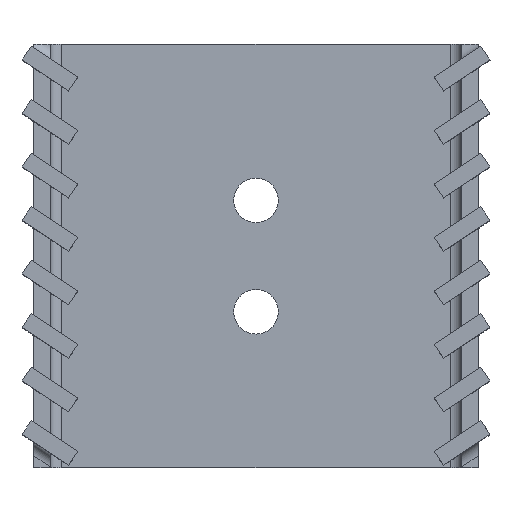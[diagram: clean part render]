
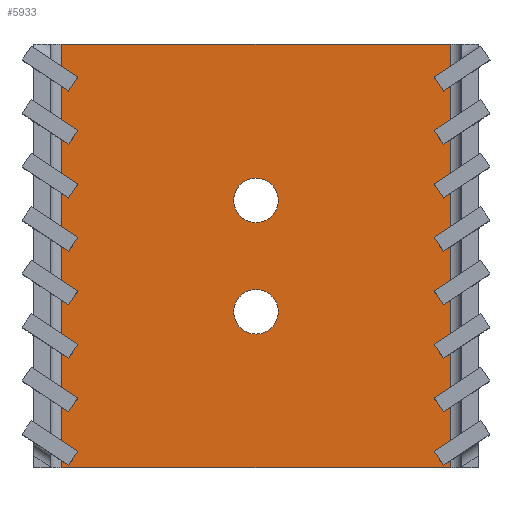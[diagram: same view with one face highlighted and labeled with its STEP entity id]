
A CAD part, top view. The second image highlights one B-rep face of the part: STEP entity #5933.
In plain terms, the highlighted planar face has unit normal (0, 0, 1).
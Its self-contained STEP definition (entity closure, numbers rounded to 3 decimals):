
#19 = LINE ( 'NONE', #5674, #3655 ) ;
#23 = EDGE_LOOP ( 'NONE', ( #6029, #1860, #3119, #1104 ) ) ;
#61 = VECTOR ( 'NONE', #5401, 1000. ) ;
#206 = EDGE_CURVE ( 'NONE', #3713, #659, #2250, .T. ) ;
#298 = EDGE_CURVE ( 'NONE', #3799, #2791, #2923, .T. ) ;
#438 = AXIS2_PLACEMENT_3D ( 'NONE', #5127, #5609, #2799 ) ;
#620 = CARTESIAN_POINT ( 'NONE',  ( 17.451, 19., 1.5 ) ) ;
#659 = VERTEX_POINT ( 'NONE', #620 ) ;
#672 = DIRECTION ( 'NONE',  ( 0., 0., -1. ) ) ;
#699 = CIRCLE ( 'NONE', #2378, 2. ) ;
#872 = DIRECTION ( 'NONE',  ( 0., 1., 0. ) ) ;
#964 = EDGE_CURVE ( 'NONE', #3482, #5437, #1432, .T. ) ;
#1047 = VECTOR ( 'NONE', #1475, 1000. ) ;
#1104 = ORIENTED_EDGE ( 'NONE', *, *, #206, .T. ) ;
#1111 = EDGE_CURVE ( 'NONE', #5437, #3482, #699, .T. ) ;
#1153 = CARTESIAN_POINT ( 'NONE',  ( -17.451, -19., 1.5 ) ) ;
#1248 = ORIENTED_EDGE ( 'NONE', *, *, #298, .T. ) ;
#1432 = CIRCLE ( 'NONE', #1437, 2. ) ;
#1437 = AXIS2_PLACEMENT_3D ( 'NONE', #5246, #2431, #5732 ) ;
#1472 = LINE ( 'NONE', #1636, #61 ) ;
#1475 = DIRECTION ( 'NONE',  ( 1., 0., 0. ) ) ;
#1633 = EDGE_CURVE ( 'NONE', #2791, #3799, #2143, .T. ) ;
#1636 = CARTESIAN_POINT ( 'NONE',  ( -17.451, 0., 1.5 ) ) ;
#1835 = PLANE ( 'NONE',  #438 ) ;
#1860 = ORIENTED_EDGE ( 'NONE', *, *, #1945, .F. ) ;
#1884 = CARTESIAN_POINT ( 'NONE',  ( 17.451, -19., 1.5 ) ) ;
#1945 = EDGE_CURVE ( 'NONE', #4303, #2520, #1472, .T. ) ;
#1956 = DIRECTION ( 'NONE',  ( 0., 0., -1. ) ) ;
#1989 = CARTESIAN_POINT ( 'NONE',  ( -17.451, 19., 1.5 ) ) ;
#2021 = CARTESIAN_POINT ( 'NONE',  ( 2., 5., 1.5 ) ) ;
#2143 = CIRCLE ( 'NONE', #3421, 2. ) ;
#2250 = LINE ( 'NONE', #2771, #5870 ) ;
#2296 = LINE ( 'NONE', #5131, #1047 ) ;
#2368 = DIRECTION ( 'NONE',  ( -1., 0., 0. ) ) ;
#2378 = AXIS2_PLACEMENT_3D ( 'NONE', #5327, #2517, #5814 ) ;
#2431 = DIRECTION ( 'NONE',  ( 0., 0., -1. ) ) ;
#2487 = ORIENTED_EDGE ( 'NONE', *, *, #1111, .T. ) ;
#2517 = DIRECTION ( 'NONE',  ( 0., 0., -1. ) ) ;
#2520 = VERTEX_POINT ( 'NONE', #1989 ) ;
#2683 = FACE_OUTER_BOUND ( 'NONE', #23, .T. ) ;
#2771 = CARTESIAN_POINT ( 'NONE',  ( 17.451, 0., 1.5 ) ) ;
#2791 = VERTEX_POINT ( 'NONE', #3813 ) ;
#2799 = DIRECTION ( 'NONE',  ( 1., 0., 0. ) ) ;
#2923 = CIRCLE ( 'NONE', #5058, 2. ) ;
#3119 = ORIENTED_EDGE ( 'NONE', *, *, #4666, .F. ) ;
#3208 = EDGE_LOOP ( 'NONE', ( #3819, #2487 ) ) ;
#3342 = ORIENTED_EDGE ( 'NONE', *, *, #1633, .T. ) ;
#3421 = AXIS2_PLACEMENT_3D ( 'NONE', #3498, #672, #3972 ) ;
#3482 = VERTEX_POINT ( 'NONE', #4036 ) ;
#3498 = CARTESIAN_POINT ( 'NONE',  ( 0., -5., 1.5 ) ) ;
#3655 = VECTOR ( 'NONE', #2368, 1000. ) ;
#3713 = VERTEX_POINT ( 'NONE', #1884 ) ;
#3799 = VERTEX_POINT ( 'NONE', #5708 ) ;
#3813 = CARTESIAN_POINT ( 'NONE',  ( -2., -5., 1.5 ) ) ;
#3819 = ORIENTED_EDGE ( 'NONE', *, *, #964, .T. ) ;
#3972 = DIRECTION ( 'NONE',  ( -1., 0., 0. ) ) ;
#4036 = CARTESIAN_POINT ( 'NONE',  ( -2., 5., 1.5 ) ) ;
#4303 = VERTEX_POINT ( 'NONE', #1153 ) ;
#4666 = EDGE_CURVE ( 'NONE', #3713, #4303, #19, .T. ) ;
#4778 = CARTESIAN_POINT ( 'NONE',  ( 0., -5., 1.5 ) ) ;
#4875 = FACE_BOUND ( 'NONE', #6034, .T. ) ;
#5058 = AXIS2_PLACEMENT_3D ( 'NONE', #4778, #1956, #5250 ) ;
#5127 = CARTESIAN_POINT ( 'NONE',  ( -17.451, -19., 1.5 ) ) ;
#5131 = CARTESIAN_POINT ( 'NONE',  ( 0., 19., 1.5 ) ) ;
#5246 = CARTESIAN_POINT ( 'NONE',  ( 0., 5., 1.5 ) ) ;
#5250 = DIRECTION ( 'NONE',  ( -1., 0., 0. ) ) ;
#5327 = CARTESIAN_POINT ( 'NONE',  ( 0., 5., 1.5 ) ) ;
#5338 = EDGE_CURVE ( 'NONE', #2520, #659, #2296, .T. ) ;
#5401 = DIRECTION ( 'NONE',  ( 0., 1., 0. ) ) ;
#5437 = VERTEX_POINT ( 'NONE', #2021 ) ;
#5609 = DIRECTION ( 'NONE',  ( 0., 0., 1. ) ) ;
#5674 = CARTESIAN_POINT ( 'NONE',  ( 0., -19., 1.5 ) ) ;
#5708 = CARTESIAN_POINT ( 'NONE',  ( 2., -5., 1.5 ) ) ;
#5732 = DIRECTION ( 'NONE',  ( -1., 0., 0. ) ) ;
#5814 = DIRECTION ( 'NONE',  ( -1., 0., 0. ) ) ;
#5870 = VECTOR ( 'NONE', #872, 1000. ) ;
#5933 = ADVANCED_FACE ( 'NONE', ( #6124, #4875, #2683 ), #1835, .T. ) ;
#6029 = ORIENTED_EDGE ( 'NONE', *, *, #5338, .F. ) ;
#6034 = EDGE_LOOP ( 'NONE', ( #3342, #1248 ) ) ;
#6124 = FACE_BOUND ( 'NONE', #3208, .T. ) ;
